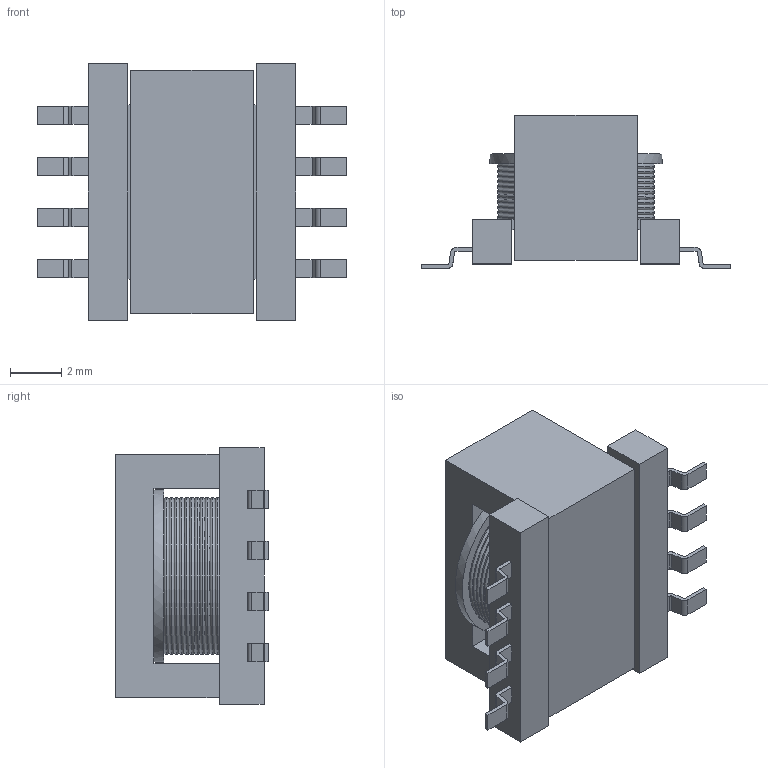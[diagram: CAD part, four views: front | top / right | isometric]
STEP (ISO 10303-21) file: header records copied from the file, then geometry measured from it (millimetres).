
FILE_DESCRIPTION (( 'STEP AP214' ), '1' );
FILE_NAME ('DA2304-ALD.STEP', '2019-10-07T12:04:19', ( '' ), ( '' ), 'SwSTEP 2.0', 'SolidWorks 2017', '' );
FILE_SCHEMA (( 'AUTOMOTIVE_DESIGN' ));
Length unit declared in the file: millimetre
Products named in the file (1): DA2304-ALD
Bounding box: 12.06 x 5.97 x 10.01 mm (x, y, z)
Volume: 307.4 mm3; surface area: 615.4 mm2
Topology: 20 solids, 20 shells, 193 faces, 470 edges, 296 vertices
Faces by surface type: plane 111, torus 46, cylinder 36
Entity records: 5895 total; most frequent: DIRECTION 1028, CARTESIAN_POINT 960, ORIENTED_EDGE 940, EDGE_CURVE 470, AXIS2_PLACEMENT_3D 364, LINE 300, VECTOR 300, VERTEX_POINT 296
